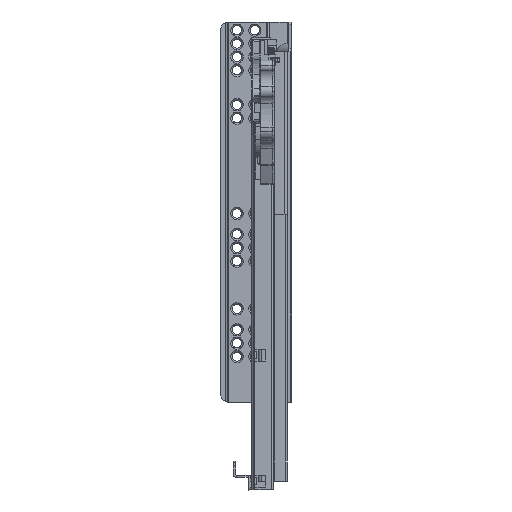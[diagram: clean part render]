
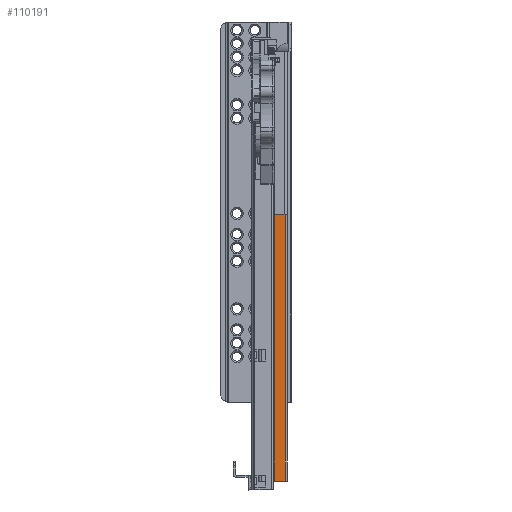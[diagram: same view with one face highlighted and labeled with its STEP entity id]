
A CAD part, left-side view. The second image highlights one B-rep face of the part: STEP entity #110191.
In plain terms, the highlighted planar face has unit normal (-1, 0, 0).
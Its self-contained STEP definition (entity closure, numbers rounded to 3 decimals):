
#8872 = PLANE ( 'NONE',  #49210 ) ;
#8891 = LINE ( 'NONE', #42295, #107713 ) ;
#9073 = VERTEX_POINT ( 'NONE', #118273 ) ;
#13483 = EDGE_CURVE ( 'NONE', #9073, #88832, #8891, .T. ) ;
#16641 = DIRECTION ( 'NONE',  ( 0., -1., 0. ) ) ;
#17345 = EDGE_CURVE ( 'NONE', #108093, #9073, #78188, .T. ) ;
#24493 = ORIENTED_EDGE ( 'NONE', *, *, #17345, .T. ) ;
#25356 = EDGE_LOOP ( 'NONE', ( #46196, #80535, #24493, #113382 ) ) ;
#36319 = CARTESIAN_POINT ( 'NONE',  ( -44.05, 5838.67, -129. ) ) ;
#39347 = CARTESIAN_POINT ( 'NONE',  ( -44.05, -22.711, -129. ) ) ;
#42295 = CARTESIAN_POINT ( 'NONE',  ( -44.05, -22.711, -308. ) ) ;
#46196 = ORIENTED_EDGE ( 'NONE', *, *, #70405, .F. ) ;
#49210 = AXIS2_PLACEMENT_3D ( 'NONE', #52742, #52029, #125901 ) ;
#52029 = DIRECTION ( 'NONE',  ( 1., 0., 0. ) ) ;
#52742 = CARTESIAN_POINT ( 'NONE',  ( -44.05, 5838.67, -308. ) ) ;
#62515 = DIRECTION ( 'NONE',  ( 0., 0., 1. ) ) ;
#70405 = EDGE_CURVE ( 'NONE', #111831, #88832, #111607, .T. ) ;
#78188 = LINE ( 'NONE', #120694, #116731 ) ;
#79072 = VECTOR ( 'NONE', #122754, 1000. ) ;
#80535 = ORIENTED_EDGE ( 'NONE', *, *, #136236, .F. ) ;
#85206 = CARTESIAN_POINT ( 'NONE',  ( -44.05, -15.591, -308. ) ) ;
#87690 = CARTESIAN_POINT ( 'NONE',  ( -44.05, -15.591, -129. ) ) ;
#88832 = VERTEX_POINT ( 'NONE', #39347 ) ;
#94959 = DIRECTION ( 'NONE',  ( 0., 0., 1. ) ) ;
#96356 = CARTESIAN_POINT ( 'NONE',  ( -44.05, -15.591, -308. ) ) ;
#102322 = VECTOR ( 'NONE', #94959, 1000. ) ;
#104301 = FACE_OUTER_BOUND ( 'NONE', #25356, .T. ) ;
#107713 = VECTOR ( 'NONE', #62515, 1000. ) ;
#108093 = VERTEX_POINT ( 'NONE', #85206 ) ;
#110191 = ADVANCED_FACE ( 'NONE', ( #104301 ), #8872, .F. ) ;
#111607 = LINE ( 'NONE', #36319, #79072 ) ;
#111831 = VERTEX_POINT ( 'NONE', #87690 ) ;
#113382 = ORIENTED_EDGE ( 'NONE', *, *, #13483, .T. ) ;
#116731 = VECTOR ( 'NONE', #16641, 1000. ) ;
#118273 = CARTESIAN_POINT ( 'NONE',  ( -44.05, -22.711, -308. ) ) ;
#120694 = CARTESIAN_POINT ( 'NONE',  ( -44.05, 5838.67, -308. ) ) ;
#122754 = DIRECTION ( 'NONE',  ( 0., -1., 0. ) ) ;
#125666 = LINE ( 'NONE', #96356, #102322 ) ;
#125901 = DIRECTION ( 'NONE',  ( 0., -1., 0. ) ) ;
#136236 = EDGE_CURVE ( 'NONE', #108093, #111831, #125666, .T. ) ;
